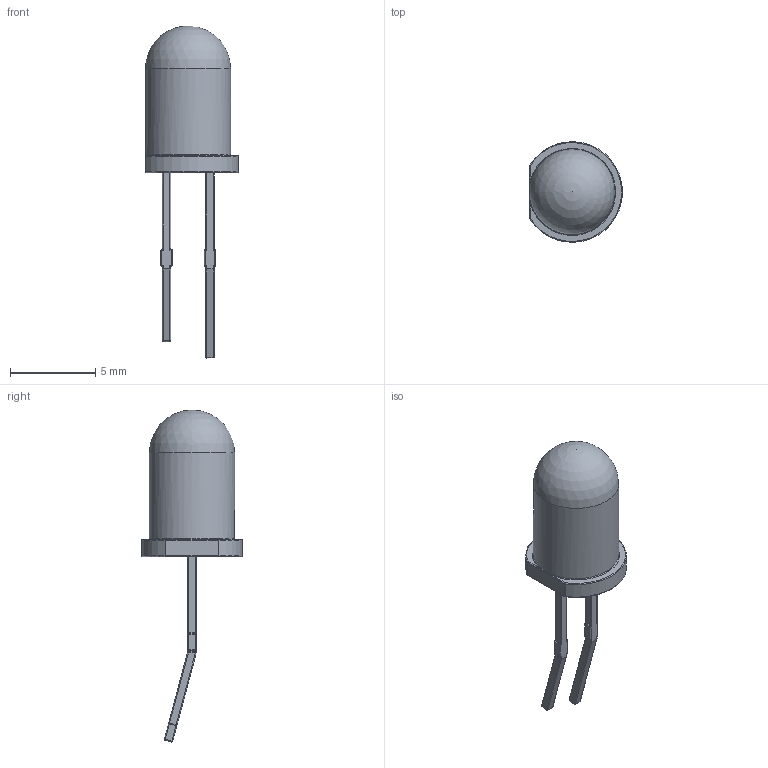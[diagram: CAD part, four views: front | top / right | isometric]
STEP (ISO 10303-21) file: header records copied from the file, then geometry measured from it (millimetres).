
FILE_DESCRIPTION(/* description */ (''),/* implementation_level */ '2;1');
FILE_NAME(/* name */ '5mm LED 15deg v2.step',/* time_stamp */ '2021-01-10T17:05:14+01:00',/* author */ (''),/* organization */ (''),/* preprocessor_version */ 'ST-DEVELOPER v18.1',/* originating_system */ 'Autodesk Translation Framework v9.7.1.1290',/* authorisation */ '');
FILE_SCHEMA (('AUTOMOTIVE_DESIGN { 1 0 10303 214 3 1 1 }'));
Length unit declared in the file: millimetre
Products named in the file (1): 5mm LED 15deg
Bounding box: 5.45 x 5.9 x 19.47 mm (x, y, z)
Volume: 167.3 mm3; surface area: 232 mm2
Topology: 7 solids, 7 shells, 284 faces, 627 edges, 326 vertices
Faces by surface type: cylinder 125, bspline 55, sphere 50, plane 49, torus 3, cone 2
Full cylindrical faces by diameter (mm): 5 x1
Entity records: 8976 total; most frequent: CARTESIAN_POINT 3022, DIRECTION 1273, ORIENTED_EDGE 1190, EDGE_CURVE 595, AXIS2_PLACEMENT_3D 516, VERTEX_POINT 326, EDGE_LOOP 285, FACE_OUTER_BOUND 284
